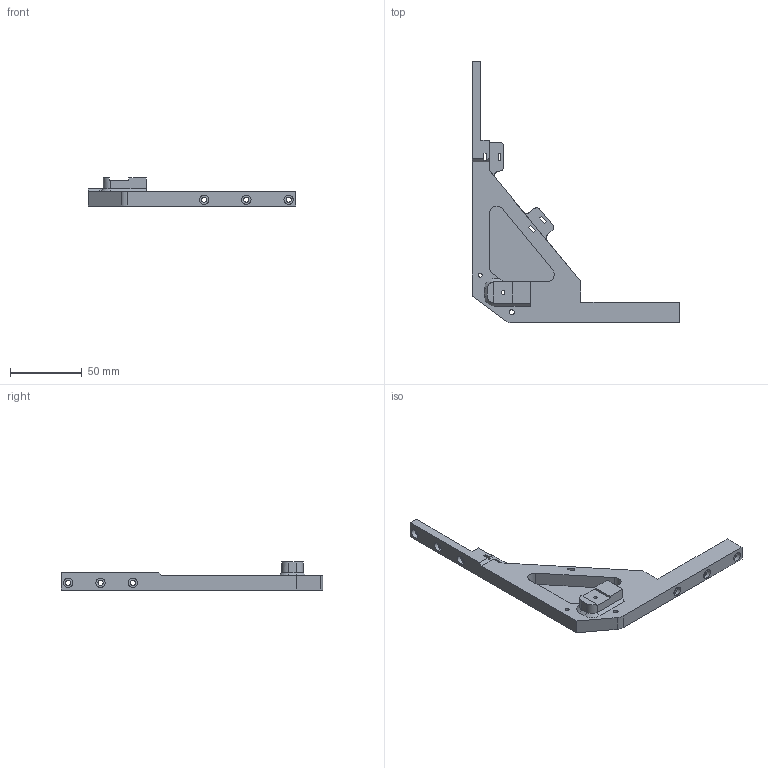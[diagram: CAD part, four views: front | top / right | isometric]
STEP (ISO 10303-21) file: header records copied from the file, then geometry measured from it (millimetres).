
FILE_DESCRIPTION (( 'STEP AP203' ), '1' );
FILE_NAME ('build platform-SW.STEP', '2018-05-18T07:22:32', ( '' ), ( '' ), 'SwSTEP 2.0', 'SolidWorks 2018', '' );
FILE_SCHEMA (( 'CONFIG_CONTROL_DESIGN' ));
Length unit declared in the file: millimetre
Products named in the file (1): build platform-SW
Bounding box: 144.4 x 182.21 x 19.5 mm (x, y, z)
Volume: 59685.8 mm3; surface area: 24605.6 mm2
Topology: 1 solids, 1 shells, 107 faces, 293 edges, 194 vertices
Faces by surface type: plane 61, cylinder 44, cone 2
Entity records: 3535 total; most frequent: DIRECTION 599, CARTESIAN_POINT 598, ORIENTED_EDGE 586, EDGE_CURVE 293, LINE 201, VECTOR 201, AXIS2_PLACEMENT_3D 199, VERTEX_POINT 194
